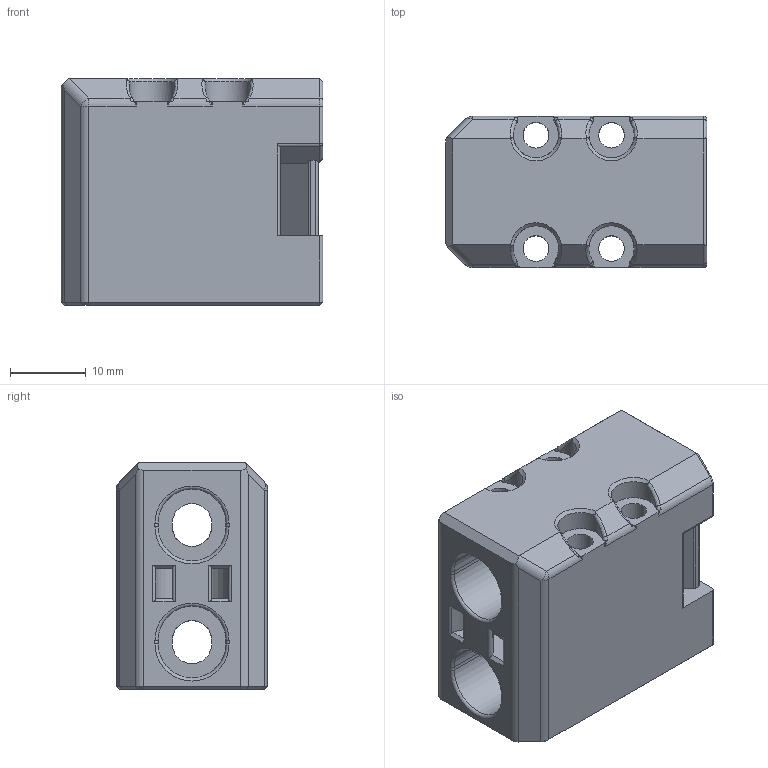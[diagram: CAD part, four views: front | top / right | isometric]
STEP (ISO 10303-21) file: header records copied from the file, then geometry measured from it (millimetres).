
FILE_DESCRIPTION(/* description */ ('STEP AP242','CAx-IF Rec.Pracs.---Representation and Presentation of Product Manufacturing Information (PMI)---4.0---2014-10-13','CAx-IF Rec.Pracs.---3D Tessellated Geometry---0.4---2014-09-14','2;1'),/* implementation_level */ '2;1');
FILE_NAME(/* name */ '67eb421a17e0ac31c3e1b6c3',/* time_stamp */ '2025-04-01T01:32:11Z',/* author */ (''),/* organization */ (''),/* preprocessor_version */ 'ST-DEVELOPER v20',/* originating_system */ 'ONSHAPE BY PTC INC, 1.195',/* authorisation */ ' ');
FILE_SCHEMA (('AP242_MANAGED_MODEL_BASED_3D_ENGINEERING_MIM_LF { 1 0 10303 442 1 1 4 }'));
Length unit declared in the file: metre
Products named in the file (1): Printed_V2_Z_joint_b
Bounding box: 34.6 x 20 x 30 mm (x, y, z)
Volume: 15213 mm3; surface area: 7444.6 mm2
Topology: 1 solids, 1 shells, 199 faces, 517 edges, 310 vertices
Faces by surface type: cylinder 75, plane 66, bspline 24, cone 14, torus 12, sphere 8
Full cylindrical faces by diameter (mm): 3.4 x4
Entity records: 7139 total; most frequent: CARTESIAN_POINT 2416, ORIENTED_EDGE 1002, DIRECTION 965, EDGE_CURVE 501, AXIS2_PLACEMENT_3D 369, VERTEX_POINT 308, LINE 227, VECTOR 227
